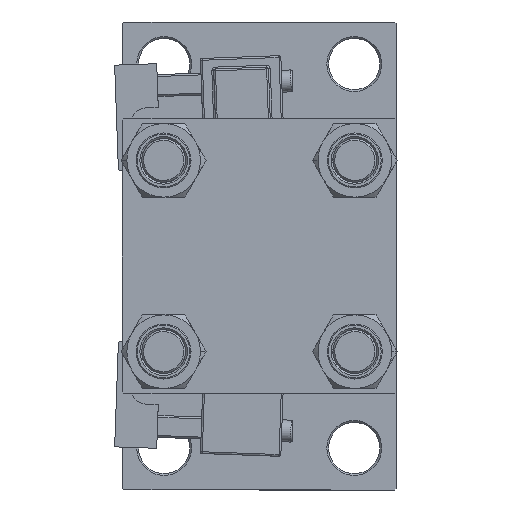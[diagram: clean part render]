
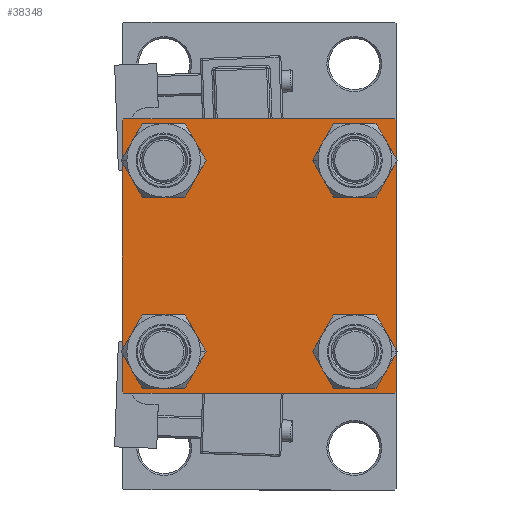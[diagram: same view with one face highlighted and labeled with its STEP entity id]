
A CAD part, left-side view. The second image highlights one B-rep face of the part: STEP entity #38348.
In plain terms, the highlighted planar face has unit normal (-1, 0, 0).
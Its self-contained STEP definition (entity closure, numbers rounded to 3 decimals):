
#172 = CARTESIAN_POINT ( 'NONE',  ( 0., -26.15, 26.15 ) ) ;
#179 = ORIENTED_EDGE ( 'NONE', *, *, #3902, .T. ) ;
#716 = DIRECTION ( 'NONE',  ( 0., 0., -1. ) ) ;
#1356 = LINE ( 'NONE', #34892, #29524 ) ;
#1398 = DIRECTION ( 'NONE',  ( 0., 0.707, 0.707 ) ) ;
#1612 = CARTESIAN_POINT ( 'NONE',  ( 0., -26.15, -32.65 ) ) ;
#1861 = LINE ( 'NONE', #46518, #3763 ) ;
#1940 = CARTESIAN_POINT ( 'NONE',  ( 0., 37.5, -37. ) ) ;
#1955 = DIRECTION ( 'NONE',  ( 1., 0., 0. ) ) ;
#2158 = DIRECTION ( 'NONE',  ( 1., 0., 0. ) ) ;
#2213 = DIRECTION ( 'NONE',  ( 0., 0., 1. ) ) ;
#2346 = VECTOR ( 'NONE', #28306, 1000. ) ;
#2390 = DIRECTION ( 'NONE',  ( 1., 0., 0. ) ) ;
#2658 = VERTEX_POINT ( 'NONE', #37527 ) ;
#2780 = VERTEX_POINT ( 'NONE', #17697 ) ;
#3016 = VERTEX_POINT ( 'NONE', #21583 ) ;
#3579 = EDGE_LOOP ( 'NONE', ( #38795, #39283 ) ) ;
#3763 = VECTOR ( 'NONE', #14006, 1000. ) ;
#3902 = EDGE_CURVE ( 'NONE', #19872, #2780, #39407, .T. ) ;
#4280 = VECTOR ( 'NONE', #716, 1000. ) ;
#4282 = VECTOR ( 'NONE', #1398, 1000. ) ;
#5239 = CARTESIAN_POINT ( 'NONE',  ( 0., -37.5, 37. ) ) ;
#5365 = CARTESIAN_POINT ( 'NONE',  ( 0., -26.15, -26.15 ) ) ;
#5733 = EDGE_LOOP ( 'NONE', ( #37672, #28379 ) ) ;
#5912 = CIRCLE ( 'NONE', #7627, 6.5 ) ;
#6240 = ORIENTED_EDGE ( 'NONE', *, *, #24244, .T. ) ;
#6438 = EDGE_CURVE ( 'NONE', #21039, #18682, #32792, .T. ) ;
#6978 = FACE_BOUND ( 'NONE', #21813, .T. ) ;
#7244 = FACE_OUTER_BOUND ( 'NONE', #46916, .T. ) ;
#7627 = AXIS2_PLACEMENT_3D ( 'NONE', #18077, #29202, #9388 ) ;
#8054 = ORIENTED_EDGE ( 'NONE', *, *, #18590, .F. ) ;
#8402 = VECTOR ( 'NONE', #45929, 1000. ) ;
#8506 = AXIS2_PLACEMENT_3D ( 'NONE', #38610, #2158, #42580 ) ;
#8853 = EDGE_CURVE ( 'NONE', #41536, #25210, #11229, .T. ) ;
#9388 = DIRECTION ( 'NONE',  ( 0., 0., 1. ) ) ;
#9580 = DIRECTION ( 'NONE',  ( 1., 0., 0. ) ) ;
#10268 = EDGE_CURVE ( 'NONE', #23829, #46256, #5912, .T. ) ;
#10372 = LINE ( 'NONE', #46322, #4282 ) ;
#10843 = DIRECTION ( 'NONE',  ( 0., 0., 1. ) ) ;
#11201 = FACE_BOUND ( 'NONE', #3579, .T. ) ;
#11229 = LINE ( 'NONE', #27341, #8402 ) ;
#11857 = CIRCLE ( 'NONE', #8506, 6.5 ) ;
#12319 = DIRECTION ( 'NONE',  ( 0., 0., 1. ) ) ;
#12713 = EDGE_CURVE ( 'NONE', #46256, #23829, #41418, .T. ) ;
#14006 = DIRECTION ( 'NONE',  ( 0., -0.707, 0.707 ) ) ;
#14272 = VERTEX_POINT ( 'NONE', #24072 ) ;
#14935 = EDGE_CURVE ( 'NONE', #18682, #21039, #45776, .T. ) ;
#14986 = CIRCLE ( 'NONE', #21709, 6.5 ) ;
#15336 = CARTESIAN_POINT ( 'NONE',  ( 0., -26.15, 26.15 ) ) ;
#15431 = DIRECTION ( 'NONE',  ( -1., 0., 0. ) ) ;
#15981 = VERTEX_POINT ( 'NONE', #1940 ) ;
#17229 = CARTESIAN_POINT ( 'NONE',  ( 0., 37.5, 37. ) ) ;
#17321 = VECTOR ( 'NONE', #31089, 1000. ) ;
#17697 = CARTESIAN_POINT ( 'NONE',  ( 0., -26.15, -19.65 ) ) ;
#17720 = EDGE_CURVE ( 'NONE', #43948, #3016, #14986, .T. ) ;
#18077 = CARTESIAN_POINT ( 'NONE',  ( 0., 26.15, 26.15 ) ) ;
#18590 = EDGE_CURVE ( 'NONE', #30788, #14272, #49493, .T. ) ;
#18682 = VERTEX_POINT ( 'NONE', #25944 ) ;
#18897 = EDGE_CURVE ( 'NONE', #15981, #41536, #20359, .T. ) ;
#19161 = CARTESIAN_POINT ( 'NONE',  ( 0., 26.15, -26.15 ) ) ;
#19371 = CARTESIAN_POINT ( 'NONE',  ( 0., 0., 0. ) ) ;
#19627 = EDGE_LOOP ( 'NONE', ( #38431, #20041 ) ) ;
#19872 = VERTEX_POINT ( 'NONE', #1612 ) ;
#20041 = ORIENTED_EDGE ( 'NONE', *, *, #14935, .T. ) ;
#20359 = LINE ( 'NONE', #32020, #2346 ) ;
#20761 = LINE ( 'NONE', #36901, #4280 ) ;
#20812 = AXIS2_PLACEMENT_3D ( 'NONE', #31772, #47920, #23859 ) ;
#20932 = DIRECTION ( 'NONE',  ( 0., -1., 0. ) ) ;
#21039 = VERTEX_POINT ( 'NONE', #26365 ) ;
#21262 = ORIENTED_EDGE ( 'NONE', *, *, #18897, .T. ) ;
#21583 = CARTESIAN_POINT ( 'NONE',  ( 0., 26.15, -19.65 ) ) ;
#21709 = AXIS2_PLACEMENT_3D ( 'NONE', #19161, #31063, #35823 ) ;
#21729 = CARTESIAN_POINT ( 'NONE',  ( 0., -37., -37.5 ) ) ;
#21813 = EDGE_LOOP ( 'NONE', ( #29082, #179 ) ) ;
#23829 = VERTEX_POINT ( 'NONE', #42579 ) ;
#23859 = DIRECTION ( 'NONE',  ( 0., 0., 1. ) ) ;
#24072 = CARTESIAN_POINT ( 'NONE',  ( 0., -37., 37.5 ) ) ;
#24244 = EDGE_CURVE ( 'NONE', #51451, #14272, #10372, .T. ) ;
#24260 = ORIENTED_EDGE ( 'NONE', *, *, #8853, .T. ) ;
#24904 = DIRECTION ( 'NONE',  ( 0., 0., 1. ) ) ;
#25210 = VERTEX_POINT ( 'NONE', #21729 ) ;
#25944 = CARTESIAN_POINT ( 'NONE',  ( 0., -26.15, 19.65 ) ) ;
#26365 = CARTESIAN_POINT ( 'NONE',  ( 0., -26.15, 32.65 ) ) ;
#26372 = EDGE_CURVE ( 'NONE', #34015, #15981, #1356, .T. ) ;
#26846 = EDGE_CURVE ( 'NONE', #51451, #2658, #20761, .T. ) ;
#27310 = FACE_BOUND ( 'NONE', #5733, .T. ) ;
#27341 = CARTESIAN_POINT ( 'NONE',  ( 0., 37.5, -37.5 ) ) ;
#27382 = AXIS2_PLACEMENT_3D ( 'NONE', #19371, #15431, #24904 ) ;
#27501 = EDGE_CURVE ( 'NONE', #3016, #43948, #11857, .T. ) ;
#27526 = ORIENTED_EDGE ( 'NONE', *, *, #44276, .T. ) ;
#28306 = DIRECTION ( 'NONE',  ( 0., -0.707, -0.707 ) ) ;
#28379 = ORIENTED_EDGE ( 'NONE', *, *, #10268, .T. ) ;
#29082 = ORIENTED_EDGE ( 'NONE', *, *, #43874, .T. ) ;
#29202 = DIRECTION ( 'NONE',  ( 1., 0., 0. ) ) ;
#29524 = VECTOR ( 'NONE', #31193, 1000. ) ;
#30445 = CARTESIAN_POINT ( 'NONE',  ( 0., 37., -37.5 ) ) ;
#30788 = VERTEX_POINT ( 'NONE', #37161 ) ;
#31063 = DIRECTION ( 'NONE',  ( 1., 0., 0. ) ) ;
#31089 = DIRECTION ( 'NONE',  ( 0., 0.707, -0.707 ) ) ;
#31193 = DIRECTION ( 'NONE',  ( 0., 0., -1. ) ) ;
#31772 = CARTESIAN_POINT ( 'NONE',  ( 0., -26.15, -26.15 ) ) ;
#32020 = CARTESIAN_POINT ( 'NONE',  ( 0., 37.25, -37.25 ) ) ;
#32149 = AXIS2_PLACEMENT_3D ( 'NONE', #172, #48525, #12319 ) ;
#32792 = CIRCLE ( 'NONE', #44606, 6.5 ) ;
#32837 = CARTESIAN_POINT ( 'NONE',  ( 0., 37.5, 37.5 ) ) ;
#33376 = CARTESIAN_POINT ( 'NONE',  ( 0., 26.15, 32.65 ) ) ;
#33618 = CARTESIAN_POINT ( 'NONE',  ( 0., 26.15, -32.65 ) ) ;
#34015 = VERTEX_POINT ( 'NONE', #17229 ) ;
#34892 = CARTESIAN_POINT ( 'NONE',  ( 0., 37.5, 37.5 ) ) ;
#35823 = DIRECTION ( 'NONE',  ( 0., 0., 1. ) ) ;
#36901 = CARTESIAN_POINT ( 'NONE',  ( 0., -37.5, 37.5 ) ) ;
#37161 = CARTESIAN_POINT ( 'NONE',  ( 0., 37., 37.5 ) ) ;
#37527 = CARTESIAN_POINT ( 'NONE',  ( 0., -37.5, -37. ) ) ;
#37672 = ORIENTED_EDGE ( 'NONE', *, *, #12713, .T. ) ;
#38150 = CARTESIAN_POINT ( 'NONE',  ( 0., 26.15, 26.15 ) ) ;
#38284 = AXIS2_PLACEMENT_3D ( 'NONE', #5365, #9580, #41296 ) ;
#38348 = ADVANCED_FACE ( 'NONE', ( #39202, #6978, #11201, #27310, #7244 ), #39468, .T. ) ;
#38431 = ORIENTED_EDGE ( 'NONE', *, *, #6438, .T. ) ;
#38610 = CARTESIAN_POINT ( 'NONE',  ( 0., 26.15, -26.15 ) ) ;
#38795 = ORIENTED_EDGE ( 'NONE', *, *, #27501, .T. ) ;
#39202 = FACE_BOUND ( 'NONE', #19627, .T. ) ;
#39283 = ORIENTED_EDGE ( 'NONE', *, *, #17720, .T. ) ;
#39407 = CIRCLE ( 'NONE', #20812, 6.5 ) ;
#39468 = PLANE ( 'NONE',  #27382 ) ;
#40455 = ORIENTED_EDGE ( 'NONE', *, *, #26372, .T. ) ;
#40598 = AXIS2_PLACEMENT_3D ( 'NONE', #38150, #1955, #2213 ) ;
#41023 = EDGE_CURVE ( 'NONE', #30788, #34015, #46692, .T. ) ;
#41296 = DIRECTION ( 'NONE',  ( 0., 0., 1. ) ) ;
#41418 = CIRCLE ( 'NONE', #40598, 6.5 ) ;
#41536 = VERTEX_POINT ( 'NONE', #30445 ) ;
#42509 = CIRCLE ( 'NONE', #38284, 6.5 ) ;
#42579 = CARTESIAN_POINT ( 'NONE',  ( 0., 26.15, 19.65 ) ) ;
#42580 = DIRECTION ( 'NONE',  ( 0., 0., 1. ) ) ;
#43874 = EDGE_CURVE ( 'NONE', #2780, #19872, #42509, .T. ) ;
#43948 = VERTEX_POINT ( 'NONE', #33618 ) ;
#44276 = EDGE_CURVE ( 'NONE', #25210, #2658, #1861, .T. ) ;
#44606 = AXIS2_PLACEMENT_3D ( 'NONE', #15336, #2390, #10843 ) ;
#45076 = ORIENTED_EDGE ( 'NONE', *, *, #26846, .F. ) ;
#45776 = CIRCLE ( 'NONE', #32149, 6.5 ) ;
#45929 = DIRECTION ( 'NONE',  ( 0., -1., 0. ) ) ;
#46256 = VERTEX_POINT ( 'NONE', #33376 ) ;
#46322 = CARTESIAN_POINT ( 'NONE',  ( 0., -37.25, 37.25 ) ) ;
#46518 = CARTESIAN_POINT ( 'NONE',  ( 0., -37.25, -37.25 ) ) ;
#46692 = LINE ( 'NONE', #50396, #17321 ) ;
#46916 = EDGE_LOOP ( 'NONE', ( #40455, #21262, #24260, #27526, #45076, #6240, #8054, #47201 ) ) ;
#47201 = ORIENTED_EDGE ( 'NONE', *, *, #41023, .T. ) ;
#47920 = DIRECTION ( 'NONE',  ( 1., 0., 0. ) ) ;
#48525 = DIRECTION ( 'NONE',  ( 1., 0., 0. ) ) ;
#49493 = LINE ( 'NONE', #32837, #51331 ) ;
#50396 = CARTESIAN_POINT ( 'NONE',  ( 0., 37.25, 37.25 ) ) ;
#51331 = VECTOR ( 'NONE', #20932, 1000. ) ;
#51451 = VERTEX_POINT ( 'NONE', #5239 ) ;
